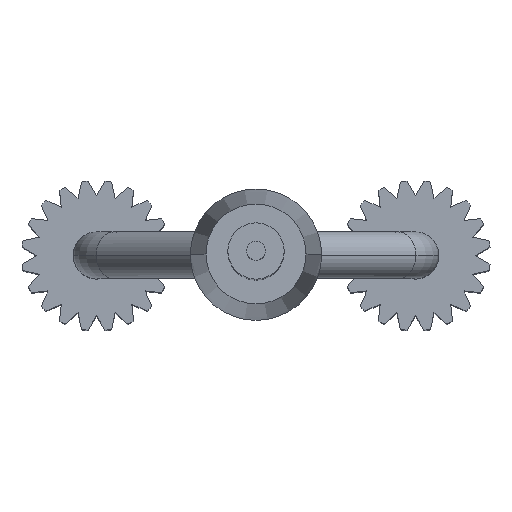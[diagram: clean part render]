
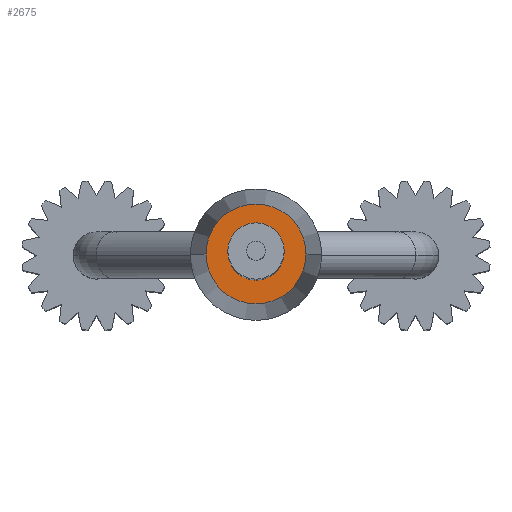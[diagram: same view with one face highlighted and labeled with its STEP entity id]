
A CAD part, top view. The second image highlights one B-rep face of the part: STEP entity #2675.
In plain terms, the highlighted planar face has unit normal (0, 0, 1).
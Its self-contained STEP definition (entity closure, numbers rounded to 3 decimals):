
#39=CARTESIAN_POINT('',(0.,0.,-5.));
#40=DIRECTION('',(0.,0.,-1.));
#41=DIRECTION('',(-1.,0.,0.));
#42=AXIS2_PLACEMENT_3D('',#39,#40,#41);
#44=CARTESIAN_POINT('',(0.,0.,-5.));
#45=DIRECTION('',(0.,0.,-1.));
#46=DIRECTION('',(1.,0.,0.));
#47=AXIS2_PLACEMENT_3D('',#44,#45,#46);
#49=CARTESIAN_POINT('',(0.,0.,-5.));
#50=DIRECTION('',(0.,0.,1.));
#51=DIRECTION('',(1.,0.,0.));
#52=AXIS2_PLACEMENT_3D('',#49,#50,#51);
#54=CARTESIAN_POINT('',(0.,0.,-5.));
#55=DIRECTION('',(0.,0.,1.));
#56=DIRECTION('',(-1.,0.,0.));
#57=AXIS2_PLACEMENT_3D('',#54,#55,#56);
#2021=CARTESIAN_POINT('',(-1.331,0.,-5.));
#2022=CARTESIAN_POINT('',(1.331,0.,-5.));
#2023=VERTEX_POINT('',#2021);
#2024=VERTEX_POINT('',#2022);
#2025=CARTESIAN_POINT('',(0.45,0.,-5.));
#2026=CARTESIAN_POINT('',(-0.45,0.,-5.));
#2027=VERTEX_POINT('',#2025);
#2028=VERTEX_POINT('',#2026);
#2659=CARTESIAN_POINT('',(0.,0.,-5.));
#2660=DIRECTION('',(0.,0.,1.));
#2661=DIRECTION('',(1.,0.,0.));
#2662=AXIS2_PLACEMENT_3D('',#2659,#2660,#2661);
#2663=PLANE('',#2662);
#2664=ORIENTED_EDGE('',*,*,#2649,.T.);
#2666=ORIENTED_EDGE('',*,*,#2665,.T.);
#2667=EDGE_LOOP('',(#2664,#2666));
#2668=FACE_OUTER_BOUND('',#2667,.F.);
#2670=ORIENTED_EDGE('',*,*,#2669,.T.);
#2672=ORIENTED_EDGE('',*,*,#2671,.T.);
#2673=EDGE_LOOP('',(#2670,#2672));
#2674=FACE_BOUND('',#2673,.F.);
#43=CIRCLE('',#42,1.331);
#48=CIRCLE('',#47,1.331);
#53=CIRCLE('',#52,0.45);
#58=CIRCLE('',#57,0.45);
#2649=EDGE_CURVE('',#2023,#2024,#43,.T.);
#2665=EDGE_CURVE('',#2024,#2023,#48,.T.);
#2669=EDGE_CURVE('',#2027,#2028,#53,.T.);
#2671=EDGE_CURVE('',#2028,#2027,#58,.T.);
#2675=ADVANCED_FACE('',(#2668,#2674),#2663,.T.);
